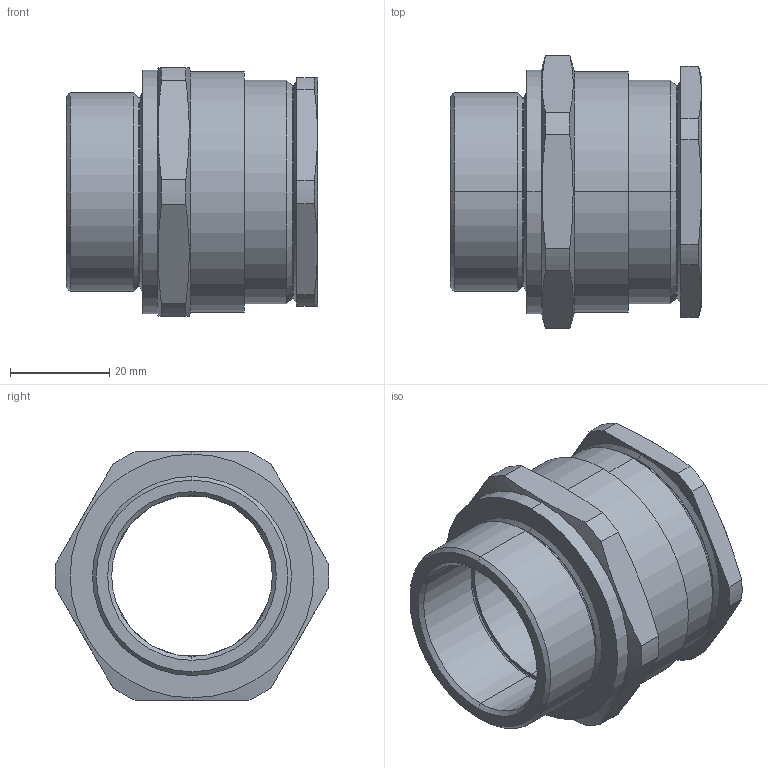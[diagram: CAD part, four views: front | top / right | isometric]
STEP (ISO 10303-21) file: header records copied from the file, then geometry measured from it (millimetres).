
FILE_DESCRIPTION (( 'STEP AP203' ), '1' );
FILE_NAME ('40A2F1RA.STEP', '2017-04-11T16:00:52', ( '' ), ( '' ), 'SwSTEP 2.0', 'SolidWorks 2017', '' );
FILE_SCHEMA (( 'CONFIG_CONTROL_DESIGN' ));
Length unit declared in the file: millimetre
Products named in the file (1): 40A2F1RA
Bounding box: 50.49 x 54.97 x 50 mm (x, y, z)
Volume: 35848 mm3; surface area: 24470.4 mm2
Topology: 4 solids, 4 shells, 296 faces, 737 edges, 478 vertices
Faces by surface type: plane 121, bspline 99, cone 38, cylinder 36, torus 2
Entity records: 15240 total; most frequent: CARTESIAN_POINT 8743, ORIENTED_EDGE 1474, DIRECTION 1017, EDGE_CURVE 737, VERTEX_POINT 478, LINE 401, VECTOR 401, EDGE_LOOP 333
